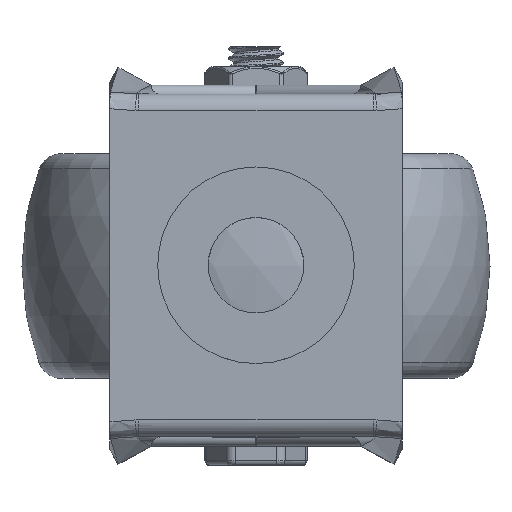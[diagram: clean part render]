
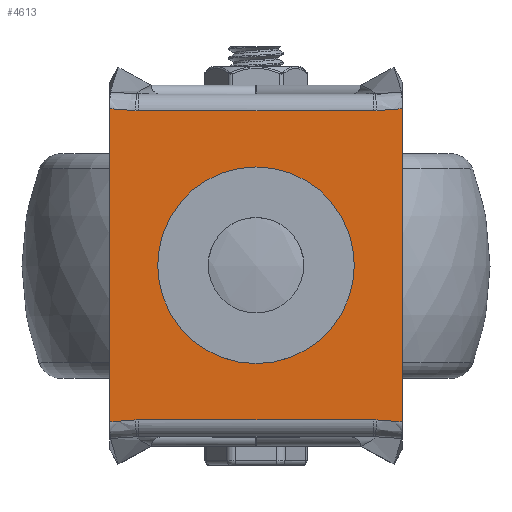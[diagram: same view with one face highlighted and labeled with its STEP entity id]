
A CAD part, top view. The second image highlights one B-rep face of the part: STEP entity #4613.
In plain terms, the highlighted planar face has unit normal (0, 0, 1).
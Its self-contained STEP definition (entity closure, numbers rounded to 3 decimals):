
#174=FACE_BOUND('',#930,.T.);
#235=PLANE('',#5033);
#628=FACE_OUTER_BOUND('',#929,.T.);
#929=EDGE_LOOP('',(#3489,#3490,#3491,#3492,#3493,#3494,#3495,#3496,#3497,
#3498,#3499,#3500,#3501,#3502,#3503,#3504));
#930=EDGE_LOOP('',(#3505));
#1186=LINE('',#7345,#1425);
#1187=LINE('',#7429,#1426);
#1196=LINE('',#7527,#1435);
#1197=LINE('',#7611,#1436);
#1210=LINE('',#7817,#1449);
#1218=LINE('',#8015,#1457);
#1235=LINE('',#9698,#1474);
#1261=LINE('',#12981,#1500);
#1425=VECTOR('',#5650,1000.);
#1426=VECTOR('',#5651,1000.);
#1435=VECTOR('',#5660,1000.);
#1436=VECTOR('',#5661,1000.);
#1449=VECTOR('',#5678,1000.);
#1457=VECTOR('',#5690,1000.);
#1474=VECTOR('',#5743,1000.);
#1500=VECTOR('',#5825,1000.);
#1640=CIRCLE('',#4966,10.5);
#1643=CIRCLE('',#4986,2.836);
#1644=CIRCLE('',#4987,335.231);
#1648=CIRCLE('',#5003,2.836);
#1649=CIRCLE('',#5004,335.231);
#1650=CIRCLE('',#5014,2.836);
#1651=CIRCLE('',#5015,335.231);
#1655=CIRCLE('',#5031,2.836);
#1656=CIRCLE('',#5032,335.231);
#1950=VERTEX_POINT('',#7244);
#1954=VERTEX_POINT('',#7326);
#1958=VERTEX_POINT('',#7343);
#1960=VERTEX_POINT('',#7417);
#1961=VERTEX_POINT('',#7428);
#1966=VERTEX_POINT('',#7508);
#1970=VERTEX_POINT('',#7525);
#1972=VERTEX_POINT('',#7599);
#1973=VERTEX_POINT('',#7610);
#1998=VERTEX_POINT('',#9464);
#1999=VERTEX_POINT('',#9526);
#2002=VERTEX_POINT('',#9697);
#2006=VERTEX_POINT('',#11141);
#2012=VERTEX_POINT('',#12747);
#2013=VERTEX_POINT('',#12809);
#2016=VERTEX_POINT('',#12980);
#2020=VERTEX_POINT('',#14424);
#2416=EDGE_CURVE('',#1950,#1950,#1640,.T.);
#2425=EDGE_CURVE('',#1954,#1958,#1186,.T.);
#2427=EDGE_CURVE('',#1960,#1961,#1187,.T.);
#2437=EDGE_CURVE('',#1966,#1970,#1196,.T.);
#2439=EDGE_CURVE('',#1972,#1973,#1197,.T.);
#2460=EDGE_CURVE('',#1961,#1958,#1210,.T.);
#2476=EDGE_CURVE('',#1970,#1973,#1218,.T.);
#2493=EDGE_CURVE('',#1998,#1999,#1643,.T.);
#2494=EDGE_CURVE('',#1960,#1998,#1644,.T.);
#2500=EDGE_CURVE('',#1999,#2002,#1235,.F.);
#2514=EDGE_CURVE('',#2006,#2002,#1648,.T.);
#2515=EDGE_CURVE('',#1966,#2006,#1649,.T.);
#2530=EDGE_CURVE('',#2012,#2013,#1650,.T.);
#2532=EDGE_CURVE('',#1954,#2012,#1651,.T.);
#2538=EDGE_CURVE('',#2013,#2016,#1261,.F.);
#2552=EDGE_CURVE('',#2020,#2016,#1655,.T.);
#2553=EDGE_CURVE('',#1972,#2020,#1656,.T.);
#3489=ORIENTED_EDGE('',*,*,#2460,.F.);
#3490=ORIENTED_EDGE('',*,*,#2427,.F.);
#3491=ORIENTED_EDGE('',*,*,#2494,.T.);
#3492=ORIENTED_EDGE('',*,*,#2493,.T.);
#3493=ORIENTED_EDGE('',*,*,#2500,.T.);
#3494=ORIENTED_EDGE('',*,*,#2514,.F.);
#3495=ORIENTED_EDGE('',*,*,#2515,.F.);
#3496=ORIENTED_EDGE('',*,*,#2437,.T.);
#3497=ORIENTED_EDGE('',*,*,#2476,.T.);
#3498=ORIENTED_EDGE('',*,*,#2439,.F.);
#3499=ORIENTED_EDGE('',*,*,#2553,.T.);
#3500=ORIENTED_EDGE('',*,*,#2552,.T.);
#3501=ORIENTED_EDGE('',*,*,#2538,.F.);
#3502=ORIENTED_EDGE('',*,*,#2530,.F.);
#3503=ORIENTED_EDGE('',*,*,#2532,.F.);
#3504=ORIENTED_EDGE('',*,*,#2425,.T.);
#3505=ORIENTED_EDGE('',*,*,#2416,.T.);
#4613=ADVANCED_FACE('',(#628,#174),#235,.T.);
#4966=AXIS2_PLACEMENT_3D('',#7246,#5633,#5634);
#4986=AXIS2_PLACEMENT_3D('',#9588,#5724,#5725);
#4987=AXIS2_PLACEMENT_3D('',#9685,#5726,#5727);
#5003=AXIS2_PLACEMENT_3D('',#11203,#5772,#5773);
#5004=AXIS2_PLACEMENT_3D('',#11300,#5774,#5775);
#5014=AXIS2_PLACEMENT_3D('',#12810,#5806,#5807);
#5015=AXIS2_PLACEMENT_3D('',#12968,#5808,#5809);
#5031=AXIS2_PLACEMENT_3D('',#14486,#5854,#5855);
#5032=AXIS2_PLACEMENT_3D('',#14583,#5856,#5857);
#5033=AXIS2_PLACEMENT_3D('',#14584,#5858,#5859);
#5633=DIRECTION('center_axis',(0.,0.,-1.));
#5634=DIRECTION('ref_axis',(1.,0.,0.));
#5650=DIRECTION('',(0.,1.,0.));
#5651=DIRECTION('',(0.,-1.,0.));
#5660=DIRECTION('',(0.,-1.,0.));
#5661=DIRECTION('',(0.,1.,0.));
#5678=DIRECTION('',(0.,-1.,0.));
#5690=DIRECTION('',(0.,-1.,0.));
#5724=DIRECTION('center_axis',(0.,0.,-1.));
#5725=DIRECTION('ref_axis',(0.,-1.,0.));
#5726=DIRECTION('center_axis',(0.,0.,1.));
#5727=DIRECTION('ref_axis',(-0.077,0.997,0.));
#5743=DIRECTION('',(1.,0.,0.));
#5772=DIRECTION('center_axis',(0.,0.,
1.));
#5773=DIRECTION('ref_axis',(0.,-1.,0.));
#5774=DIRECTION('center_axis',(0.,0.,-1.));
#5775=DIRECTION('ref_axis',(0.077,0.997,0.));
#5806=DIRECTION('center_axis',(0.,0.,1.));
#5807=DIRECTION('ref_axis',(0.,1.,0.));
#5808=DIRECTION('center_axis',(0.,0.,-1.));
#5809=DIRECTION('ref_axis',(-0.077,-0.997,0.));
#5825=DIRECTION('',(1.,0.,0.));
#5854=DIRECTION('center_axis',(0.,0.,
-1.));
#5855=DIRECTION('ref_axis',(0.,1.,0.));
#5856=DIRECTION('center_axis',(0.,0.,1.));
#5857=DIRECTION('ref_axis',(0.077,-0.997,0.));
#5858=DIRECTION('center_axis',(0.,0.,1.));
#5859=DIRECTION('ref_axis',(1.,0.,0.));
#7244=CARTESIAN_POINT('',(-10.5,0.,-1.8));
#7246=CARTESIAN_POINT('Origin',(0.,0.,-1.8));
#7326=CARTESIAN_POINT('',(15.609,-16.724,-1.8));
#7343=CARTESIAN_POINT('',(15.609,-16.5,-1.8));
#7345=CARTESIAN_POINT('',(15.609,-18.3,-1.8));
#7417=CARTESIAN_POINT('',(15.609,16.724,-1.8));
#7428=CARTESIAN_POINT('',(15.609,16.5,-1.8));
#7429=CARTESIAN_POINT('',(15.609,18.3,-1.8));
#7508=CARTESIAN_POINT('',(-15.609,16.724,-1.8));
#7525=CARTESIAN_POINT('',(-15.609,16.5,-1.8));
#7527=CARTESIAN_POINT('',(-15.609,18.3,-1.8));
#7599=CARTESIAN_POINT('',(-15.609,-16.724,-1.8));
#7610=CARTESIAN_POINT('',(-15.609,-16.5,-1.8));
#7611=CARTESIAN_POINT('',(-15.609,-18.3,-1.8));
#7817=CARTESIAN_POINT('',(15.609,16.5,-1.8));
#8015=CARTESIAN_POINT('',(-15.609,16.5,-1.8));
#9464=CARTESIAN_POINT('',(12.943,16.529,-1.8));
#9526=CARTESIAN_POINT('',(12.537,16.5,-1.8));
#9588=CARTESIAN_POINT('Origin',(12.537,19.336,-1.8));
#9685=CARTESIAN_POINT('Origin',(38.649,-317.715,-1.8));
#9697=CARTESIAN_POINT('',(-12.537,16.5,-1.8));
#9698=CARTESIAN_POINT('',(0.,16.5,-1.8));
#11141=CARTESIAN_POINT('',(-12.943,16.529,-1.8));
#11203=CARTESIAN_POINT('Origin',(-12.537,19.336,-1.8));
#11300=CARTESIAN_POINT('Origin',(-38.649,-317.715,-1.8));
#12747=CARTESIAN_POINT('',(12.943,-16.529,-1.8));
#12809=CARTESIAN_POINT('',(12.537,-16.5,-1.8));
#12810=CARTESIAN_POINT('Origin',(12.537,-19.336,-1.8));
#12968=CARTESIAN_POINT('Origin',(38.649,317.715,-1.8));
#12980=CARTESIAN_POINT('',(-12.537,-16.5,-1.8));
#12981=CARTESIAN_POINT('',(0.,-16.5,-1.8));
#14424=CARTESIAN_POINT('',(-12.943,-16.529,-1.8));
#14486=CARTESIAN_POINT('Origin',(-12.537,-19.336,-1.8));
#14583=CARTESIAN_POINT('Origin',(-38.649,317.715,-1.8));
#14584=CARTESIAN_POINT('Origin',(0.,-18.3,-1.8));
